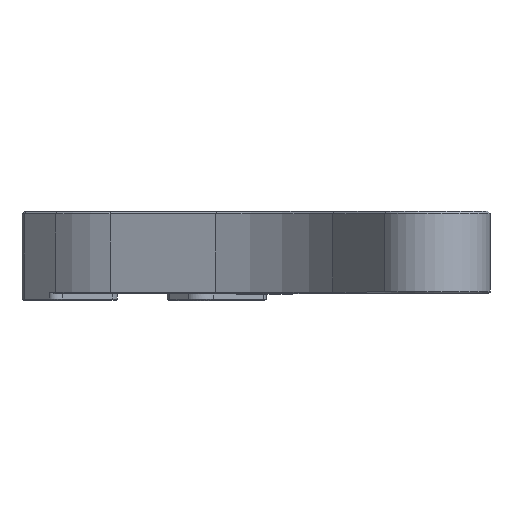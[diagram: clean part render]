
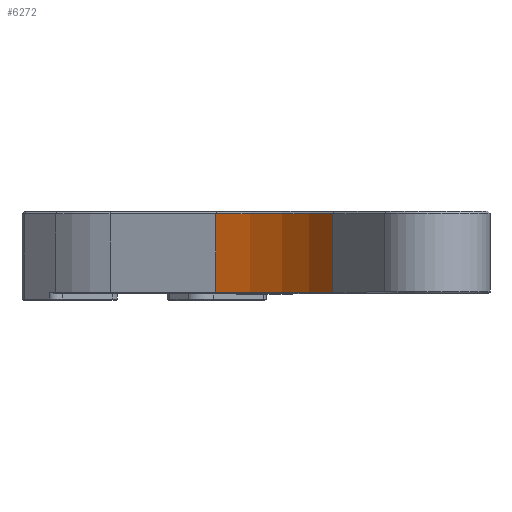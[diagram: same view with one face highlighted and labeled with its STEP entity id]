
A CAD part, top view. The second image highlights one B-rep face of the part: STEP entity #6272.
In plain terms, the highlighted cylindrical face has radius 50 mm (diameter 100 mm), a partial arc.
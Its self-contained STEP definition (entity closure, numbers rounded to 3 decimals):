
#91=CYLINDRICAL_SURFACE('',#6847,50.);
#110=CIRCLE('',#6396,50.);
#281=CIRCLE('',#6833,50.);
#907=FACE_OUTER_BOUND('',#1294,.T.);
#1294=EDGE_LOOP('',(#5607,#5608,#5609,#5610));
#1498=LINE('',#9316,#2130);
#1921=LINE('',#10511,#2553);
#2130=VECTOR('',#7226,10.);
#2553=VECTOR('',#8447,10.);
#2752=VERTEX_POINT('',#9155);
#2756=VERTEX_POINT('',#9164);
#2801=VERTEX_POINT('',#9314);
#3167=VERTEX_POINT('',#10474);
#3339=EDGE_CURVE('',#2756,#2752,#110,.T.);
#3413=EDGE_CURVE('',#2752,#2801,#1498,.T.);
#3994=EDGE_CURVE('',#2801,#3167,#281,.T.);
#4012=EDGE_CURVE('',#2756,#3167,#1921,.T.);
#5607=ORIENTED_EDGE('',*,*,#3339,.T.);
#5608=ORIENTED_EDGE('',*,*,#3413,.T.);
#5609=ORIENTED_EDGE('',*,*,#3994,.T.);
#5610=ORIENTED_EDGE('',*,*,#4012,.F.);
#6272=ADVANCED_FACE('',(#907),#91,.F.);
#6396=AXIS2_PLACEMENT_3D('',#9167,#7073,#7074);
#6833=AXIS2_PLACEMENT_3D('',#10476,#8405,#8406);
#6847=AXIS2_PLACEMENT_3D('',#10512,#8448,#8449);
#7073=DIRECTION('center_axis',(0.,1.,0.));
#7074=DIRECTION('ref_axis',(0.829,0.,-0.56));
#7226=DIRECTION('',(0.,-1.,0.));
#8405=DIRECTION('center_axis',(0.,-1.,0.));
#8406=DIRECTION('ref_axis',(0.829,0.,-0.56));
#8447=DIRECTION('',(0.,-1.,0.));
#8448=DIRECTION('center_axis',(0.,1.,0.));
#8449=DIRECTION('ref_axis',(-0.829,0.,0.56));
#9155=CARTESIAN_POINT('',(-48.875,-0.5,-29.716));
#9164=CARTESIAN_POINT('',(-22.465,-0.5,-10.023));
#9167=CARTESIAN_POINT('Origin',(-63.891,-0.5,17.976));
#9314=CARTESIAN_POINT('',(-48.875,-18.2,-29.716));
#9316=CARTESIAN_POINT('',(-48.875,0.,-29.716));
#10474=CARTESIAN_POINT('',(-22.465,-18.2,-10.023));
#10476=CARTESIAN_POINT('Origin',(-63.891,-18.2,17.976));
#10511=CARTESIAN_POINT('',(-22.465,0.,-10.023));
#10512=CARTESIAN_POINT('Origin',(-63.891,0.,17.976));
